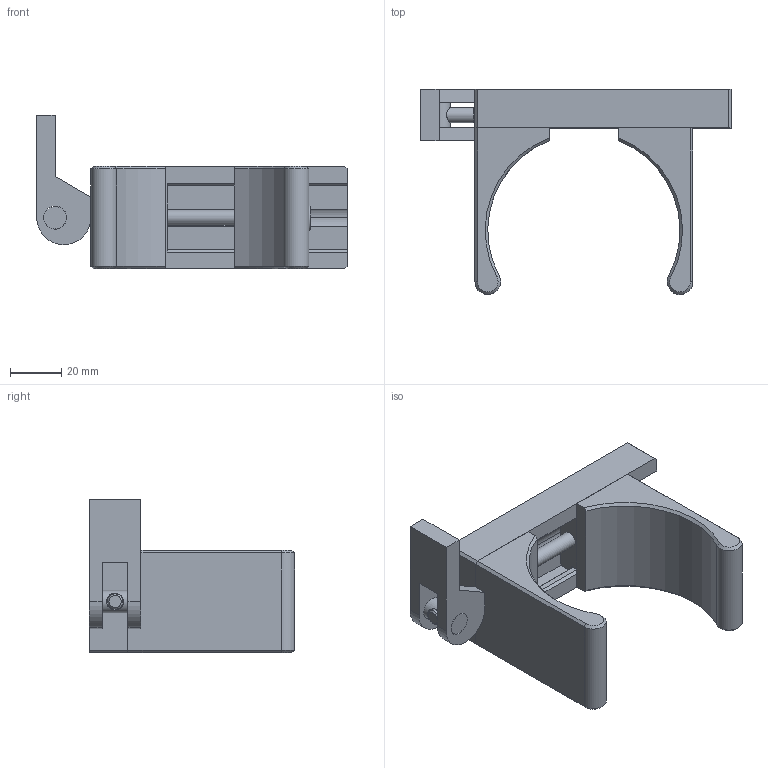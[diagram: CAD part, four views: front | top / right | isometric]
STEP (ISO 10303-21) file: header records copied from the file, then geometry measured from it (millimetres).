
FILE_DESCRIPTION(('FreeCAD Model'),'2;1');
FILE_NAME('Open CASCADE Shape Model','2024-12-20T13:33:11',(''),(''), 'Open CASCADE STEP processor 7.6','FreeCAD','Unknown');
FILE_SCHEMA(('AUTOMOTIVE_DESIGN { 1 0 10303 214 1 1 1 1 }'));
Length unit declared in the file: millimetre
Products named in the file (10): arrow-variant-2; xcentric-part1; xcentric-part2; arrow-base; arc; base; arrow-base2; arc001; plunger; M6x100-Screw
Assembly tree (9 placements, depth 3):
  arrow-variant-2
    xcentric-part1
    xcentric-part2
    arrow-base
      arc
      base
    arrow-base2
      arc001
      plunger
    M6x100-Screw
Bounding box: 121.14 x 80 x 60 mm (x, y, z)
Volume: 113698 mm3; surface area: 41334.5 mm2
Topology: 7 solids, 7 shells, 118 faces, 293 edges, 189 vertices
Faces by surface type: plane 80, cylinder 23, cone 13, revolution 2
Full cylindrical faces by diameter (mm): 3.333 x1, 6 x4, 6.6 x1, 8.8 x1, 9 x2, 10 x1
Entity records: 3962 total; most frequent: CARTESIAN_POINT 834, DIRECTION 624, ORIENTED_EDGE 584, EDGE_CURVE 292, LINE 212, VECTOR 212, AXIS2_PLACEMENT_3D 205, VERTEX_POINT 189
